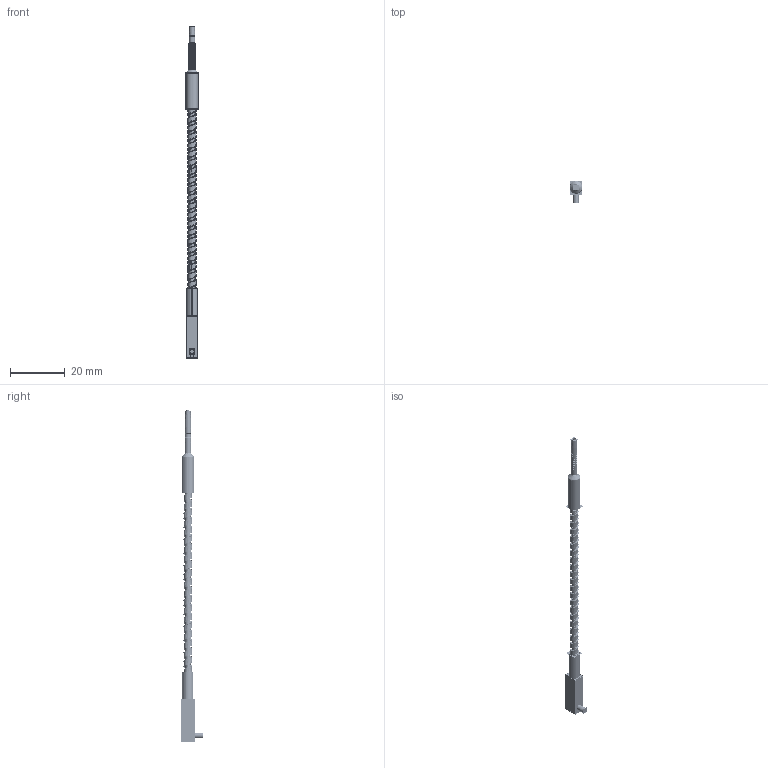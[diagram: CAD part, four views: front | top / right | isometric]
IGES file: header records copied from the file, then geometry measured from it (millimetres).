
Start section:  PTC IGES file: 161870.igs
Global section: file name: 161870.igs; native system: Creo Parametric by Parametric Technology Corporation; preprocessor: 2016010; author: PDMAdmin; organization: Unknown; date: 20160511.130753; units: millimetre
Bounding box: 4.6 x 8.2 x 121.17 mm (x, y, z)
Volume: 565.3 mm3; surface area: 14642.7 mm2
Topology: 4 solids, 4 shells, 1016 faces, 4944 edges, 6313 vertices
Faces by surface type: revolution 838, bspline 178
